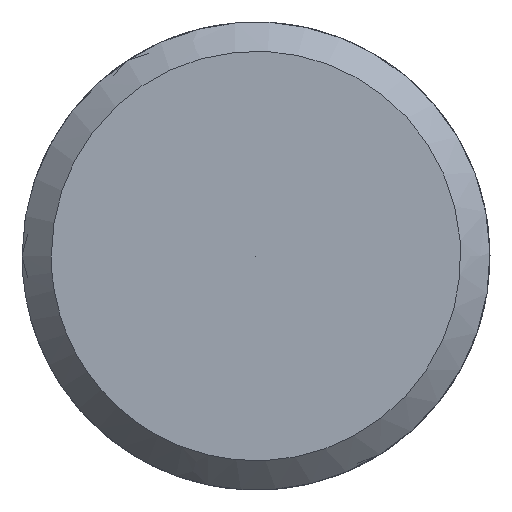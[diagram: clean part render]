
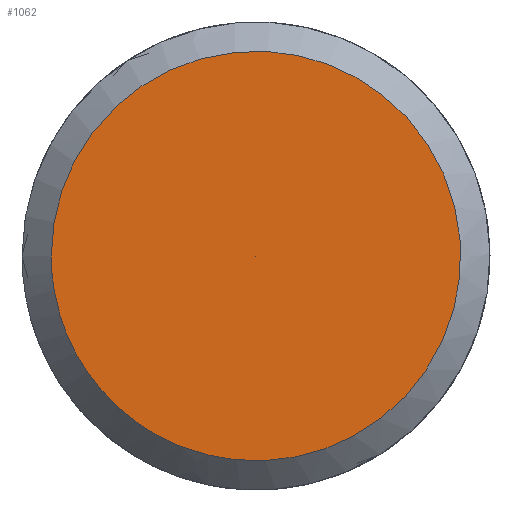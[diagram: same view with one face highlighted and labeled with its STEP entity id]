
A CAD part, left-side view. The second image highlights one B-rep face of the part: STEP entity #1062.
In plain terms, the highlighted free-form (B-spline) face has degree [5, 3] with [6, 4] control points.
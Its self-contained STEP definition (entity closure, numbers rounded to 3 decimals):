
#976 = CARTESIAN_POINT ('', (-51., 1.75, 0.));
#977 = VERTEX_POINT ('', #976);
#987 = CARTESIAN_POINT ('', (-51., 1.75, 0.));
#988 = CARTESIAN_POINT ('', (-51., 1.75, 7.));
#989 = CARTESIAN_POINT ('', (-51., -5.25, 3.5));
#990 = CARTESIAN_POINT ('', (-51., -5.25, -3.5));
#991 = CARTESIAN_POINT ('', (-51., 1.75, -7.));
#992 = CARTESIAN_POINT ('', (-51., 1.75, 0.));
#993 = (
   BOUNDED_CURVE ()
   B_SPLINE_CURVE (5, (#987, #988, #989, #990, #991, #992), .UNSPECIFIED., .T., .U.)
   B_SPLINE_CURVE_WITH_KNOTS ((6, 6), (0., 1.), .UNSPECIFIED.)
   CURVE ()
   GEOMETRIC_REPRESENTATION_ITEM ()
   RATIONAL_B_SPLINE_CURVE ((5., 1., 1., 1., 1., 5.))
   REPRESENTATION_ITEM ('')
);
#994 = EDGE_CURVE ('', #977, #977, #993, .T.);
#1024 = CARTESIAN_POINT ('', (-51., 0., 0.));
#1025 = VERTEX_POINT ('', #1024);
#1026 = CARTESIAN_POINT ('', (-51., 1.75, 0.));
#1027 = CARTESIAN_POINT ('', (-51., 1.167, 0.));
#1028 = CARTESIAN_POINT ('', (-51., 0.583, 0.));
#1029 = CARTESIAN_POINT ('', (-51., 0., 0.));
#1030 = B_SPLINE_CURVE_WITH_KNOTS ('', 3, (#1026, #1027, #1028, #1029), .UNSPECIFIED., .F., .U., (4, 4), (0., 1.), .UNSPECIFIED.);
#1031 = EDGE_CURVE ('', #977, #1025, #1030, .T.);
#1032 = ORIENTED_EDGE ('', *, *, #1031, .F.);
#1033 = ORIENTED_EDGE ('', *, *, #994, .T.);
#1034 = ORIENTED_EDGE ('', *, *, #1031, .T.);
#1035 = EDGE_LOOP ('', (#1032, #1033, #1034));
#1036 = FACE_OUTER_BOUND ('', #1035, .F.);
#1037 = CARTESIAN_POINT ('', (-51., 1.75, 0.));
#1038 = CARTESIAN_POINT ('', (-51., 1.167, 0.));
#1039 = CARTESIAN_POINT ('', (-51., 0.583, 0.));
#1040 = CARTESIAN_POINT ('', (-51., 0., 0.));
#1041 = CARTESIAN_POINT ('', (-51., 1.75, 7.));
#1042 = CARTESIAN_POINT ('', (-51., 1.167, 4.667));
#1043 = CARTESIAN_POINT ('', (-51., 0.583, 2.333));
#1044 = CARTESIAN_POINT ('', (-51., 0., 0.));
#1045 = CARTESIAN_POINT ('', (-51., -5.25, 3.5));
#1046 = CARTESIAN_POINT ('', (-51., -3.5, 2.333));
#1047 = CARTESIAN_POINT ('', (-51., -1.75, 1.167));
#1048 = CARTESIAN_POINT ('', (-51., 0., 0.));
#1049 = CARTESIAN_POINT ('', (-51., -5.25, -3.5));
#1050 = CARTESIAN_POINT ('', (-51., -3.5, -2.333));
#1051 = CARTESIAN_POINT ('', (-51., -1.75, -1.167));
#1052 = CARTESIAN_POINT ('', (-51., 0., 0.));
#1053 = CARTESIAN_POINT ('', (-51., 1.75, -7.));
#1054 = CARTESIAN_POINT ('', (-51., 1.167, -4.667));
#1055 = CARTESIAN_POINT ('', (-51., 0.583, -2.333));
#1056 = CARTESIAN_POINT ('', (-51., 0., 0.));
#1057 = CARTESIAN_POINT ('', (-51., 1.75, 0.));
#1058 = CARTESIAN_POINT ('', (-51., 1.167, 0.));
#1059 = CARTESIAN_POINT ('', (-51., 0.583, 0.));
#1060 = CARTESIAN_POINT ('', (-51., 0., 0.));
#1061 = (
   BOUNDED_SURFACE ()
   B_SPLINE_SURFACE (5, 3, ((#1037, #1038, #1039, #1040), (#1041, #1042, #1043, #1044), (#1045, #1046, #1047, #1048), (#1049, #1050, #1051, #1052), (#1053, #1054, #1055, #1056), (#1057, #1058, #1059, #1060)), .UNSPECIFIED., .T., .F., .U.)
   B_SPLINE_SURFACE_WITH_KNOTS ((6, 6), (4, 4), (0., 1.), (0., 1.), .UNSPECIFIED.)
   SURFACE ()
   GEOMETRIC_REPRESENTATION_ITEM ()
   RATIONAL_B_SPLINE_SURFACE (((5., 5., 5., 5.), (1., 1., 1., 1.), (1., 1., 1., 1.), (1., 1., 1., 1.), (1., 1., 1., 1.), (5., 5., 5., 5.)))
   REPRESENTATION_ITEM ('')
);
#1062 = ADVANCED_FACE ('', (#1036), #1061, .F.);
